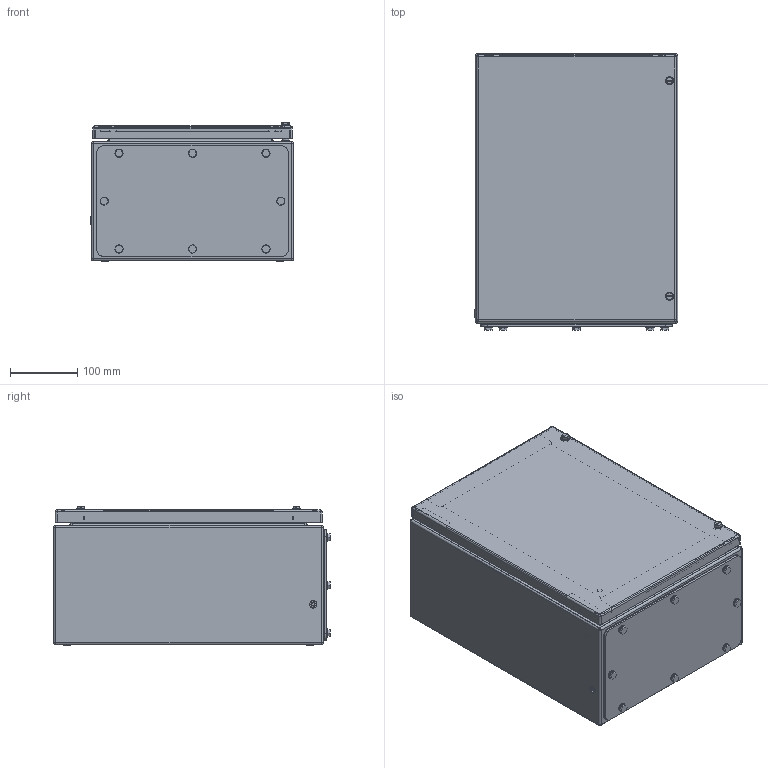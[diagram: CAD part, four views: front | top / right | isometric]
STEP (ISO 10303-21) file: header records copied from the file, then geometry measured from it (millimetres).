
FILE_DESCRIPTION(('CATIA V5R22 STEP214','CAx-IF Rec.Pracs.--- Model Styling and Organization---1.4--- 2014-01-23'),'2;1');
FILE_NAME ('1320865-4_2_8000071020_LD_8000071020_KEBX_HS_403020_S4B1_AK.stp','2022-02-04T09:15:54+00:00',('none'),('Weidmueller'),'CATIA Version 5-6 Release 2016 SP3 HF44','CATIA V5 STEP AP214','none');
FILE_SCHEMA(('AUTOMOTIVE_DESIGN { 1 0 10303 214 1 1 1 1 }'));
Length unit declared in the file: millimetre
Products named in the file (1): HS KEBX 400X300X200 1GP
Bounding box: 301.5 x 410.25 x 207.1 mm (x, y, z)
Volume: 1218031.2 mm3; surface area: 1319346.8 mm2
Topology: 59 solids, 59 shells, 1309 faces, 3134 edges, 2002 vertices
Faces by surface type: plane 753, cylinder 464, cone 28, sphere 24, torus 24, bspline 16
Entity records: 41957 total; most frequent: CARTESIAN_POINT 12682, ORIENTED_EDGE 6220, DIRECTION 5188, EDGE_CURVE 3110, VERTEX_POINT 2002, VECTOR 1952, LINE 1952, AXIS2_PLACEMENT_3D 1944
